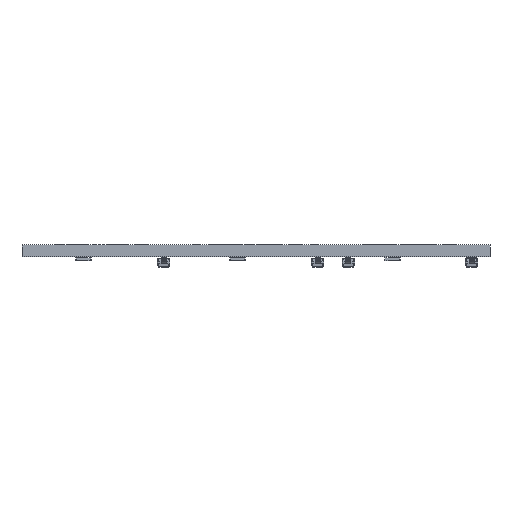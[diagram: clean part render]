
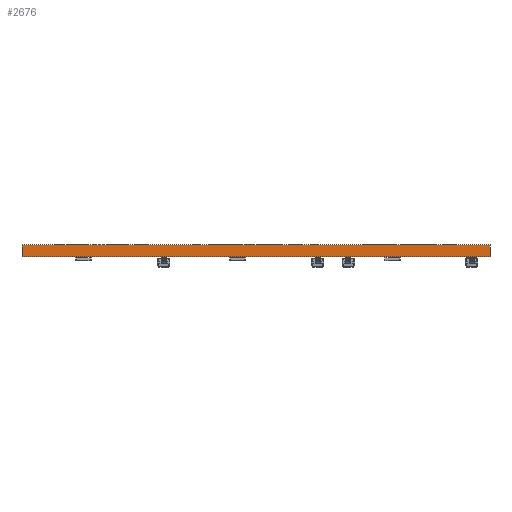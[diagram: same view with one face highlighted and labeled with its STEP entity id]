
A CAD part, front view. The second image highlights one B-rep face of the part: STEP entity #2676.
In plain terms, the highlighted planar face has unit normal (0, -1, 0).
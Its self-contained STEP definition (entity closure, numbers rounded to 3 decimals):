
#2676 = ADVANCED_FACE('',(#2677),#2711,.T.);
#2677 = FACE_BOUND('',#2678,.T.);
#2678 = EDGE_LOOP('',(#2679,#2689,#2697,#2705));
#2679 = ORIENTED_EDGE('',*,*,#2680,.T.);
#2680 = EDGE_CURVE('',#2681,#2683,#2685,.T.);
#2681 = VERTEX_POINT('',#2682);
#2682 = CARTESIAN_POINT('',(174.625,-100.013,0.));
#2683 = VERTEX_POINT('',#2684);
#2684 = CARTESIAN_POINT('',(174.625,-100.013,1.51));
#2685 = LINE('',#2686,#2687);
#2686 = CARTESIAN_POINT('',(174.625,-100.013,0.));
#2687 = VECTOR('',#2688,1.);
#2688 = DIRECTION('',(0.,0.,1.));
#2689 = ORIENTED_EDGE('',*,*,#2690,.T.);
#2690 = EDGE_CURVE('',#2683,#2691,#2693,.T.);
#2691 = VERTEX_POINT('',#2692);
#2692 = CARTESIAN_POINT('',(114.3,-100.013,1.51));
#2693 = LINE('',#2694,#2695);
#2694 = CARTESIAN_POINT('',(174.625,-100.013,1.51));
#2695 = VECTOR('',#2696,1.);
#2696 = DIRECTION('',(-1.,0.,0.));
#2697 = ORIENTED_EDGE('',*,*,#2698,.F.);
#2698 = EDGE_CURVE('',#2699,#2691,#2701,.T.);
#2699 = VERTEX_POINT('',#2700);
#2700 = CARTESIAN_POINT('',(114.3,-100.013,0.));
#2701 = LINE('',#2702,#2703);
#2702 = CARTESIAN_POINT('',(114.3,-100.013,0.));
#2703 = VECTOR('',#2704,1.);
#2704 = DIRECTION('',(0.,0.,1.));
#2705 = ORIENTED_EDGE('',*,*,#2706,.F.);
#2706 = EDGE_CURVE('',#2681,#2699,#2707,.T.);
#2707 = LINE('',#2708,#2709);
#2708 = CARTESIAN_POINT('',(174.625,-100.013,0.));
#2709 = VECTOR('',#2710,1.);
#2710 = DIRECTION('',(-1.,0.,0.));
#2711 = PLANE('',#2712);
#2712 = AXIS2_PLACEMENT_3D('',#2713,#2714,#2715);
#2713 = CARTESIAN_POINT('',(174.625,-100.013,0.));
#2714 = DIRECTION('',(0.,-1.,0.));
#2715 = DIRECTION('',(-1.,0.,0.));
